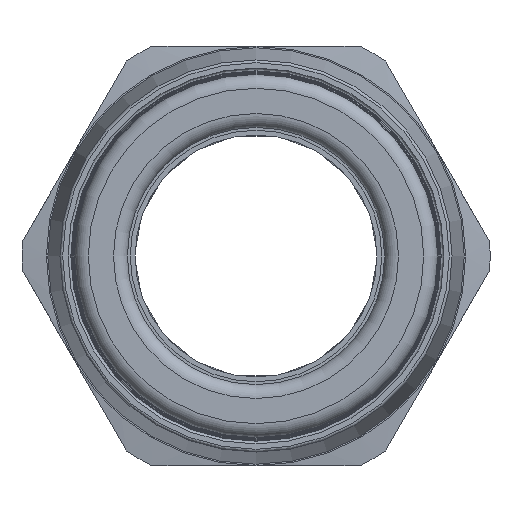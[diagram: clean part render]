
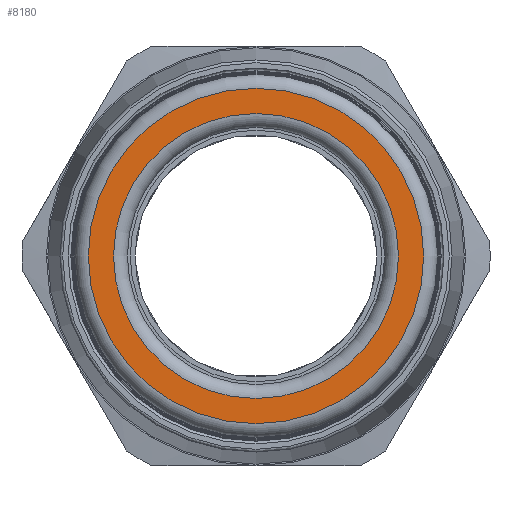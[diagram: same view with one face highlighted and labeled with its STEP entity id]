
A CAD part, left-side view. The second image highlights one B-rep face of the part: STEP entity #8180.
In plain terms, the highlighted planar face has unit normal (-1, 0, 0).
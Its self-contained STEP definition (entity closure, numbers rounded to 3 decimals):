
#1762=PLANE('',#9181);
#1897=FACE_BOUND('',#2996,.T.);
#2379=FACE_OUTER_BOUND('',#2995,.T.);
#2995=EDGE_LOOP('',(#7621));
#2996=EDGE_LOOP('',(#7622));
#3433=CIRCLE('',#9157,12.);
#3445=CIRCLE('',#9180,10.2);
#4217=VERTEX_POINT('',#14732);
#4229=VERTEX_POINT('',#14767);
#5348=EDGE_CURVE('',#4217,#4217,#3433,.T.);
#5360=EDGE_CURVE('',#4229,#4229,#3445,.T.);
#7621=ORIENTED_EDGE('',*,*,#5348,.F.);
#7622=ORIENTED_EDGE('',*,*,#5360,.T.);
#8180=ADVANCED_FACE('',(#2379,#1897),#1762,.T.);
#9157=AXIS2_PLACEMENT_3D('',#14733,#11625,#11626);
#9180=AXIS2_PLACEMENT_3D('',#14768,#11671,#11672);
#9181=AXIS2_PLACEMENT_3D('',#14769,#11673,#11674);
#11625=DIRECTION('center_axis',(1.,0.,0.));
#11626=DIRECTION('ref_axis',(0.,0.,-1.));
#11671=DIRECTION('center_axis',(1.,0.,0.));
#11672=DIRECTION('ref_axis',(0.,0.,-1.));
#11673=DIRECTION('center_axis',(-1.,0.,0.));
#11674=DIRECTION('ref_axis',(0.,0.,1.));
#14732=CARTESIAN_POINT('',(0.,12.,0.));
#14733=CARTESIAN_POINT('Origin',(0.,0.,0.));
#14767=CARTESIAN_POINT('',(0.,10.2,0.));
#14768=CARTESIAN_POINT('Origin',(0.,0.,0.));
#14769=CARTESIAN_POINT('Origin',(0.,12.,0.));
